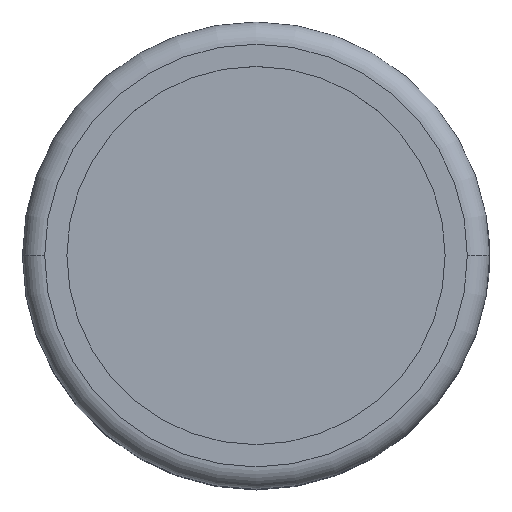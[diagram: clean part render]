
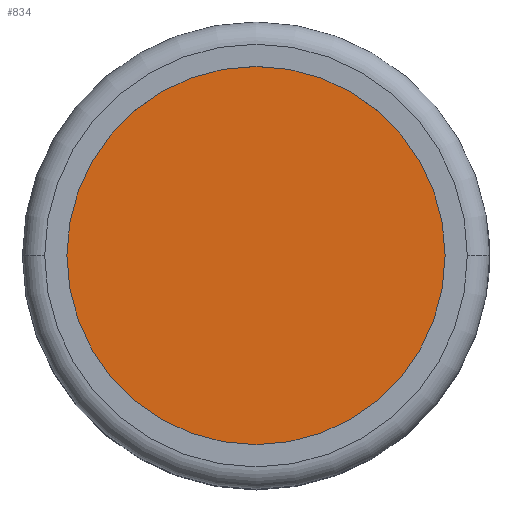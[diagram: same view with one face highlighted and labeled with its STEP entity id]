
A CAD part, top view. The second image highlights one B-rep face of the part: STEP entity #834.
In plain terms, the highlighted planar face has unit normal (0, 0, 1).
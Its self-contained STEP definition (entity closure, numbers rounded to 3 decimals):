
#754=CARTESIAN_POINT('',(4.25,0.0,11.4));
#755=VERTEX_POINT('',#754);
#764=CARTESIAN_POINT('',(-4.25,0.,11.4));
#765=VERTEX_POINT('',#764);
#766=CARTESIAN_POINT('',(0.0,0.0,11.4));
#767=DIRECTION('',(0.0,0.0,1.0));
#768=DIRECTION('',(1.0,0.0,0.0));
#769=AXIS2_PLACEMENT_3D('',#766,#767,#768);
#770=CIRCLE('',#769,4.25);
#771=EDGE_CURVE('',#765,#755,#770,.T.);
#805=CARTESIAN_POINT('',(0.0,0.0,11.4));
#806=DIRECTION('',(0.0,0.0,1.0));
#807=DIRECTION('',(1.0,0.0,0.0));
#808=AXIS2_PLACEMENT_3D('',#805,#806,#807);
#809=CIRCLE('',#808,4.25);
#810=EDGE_CURVE('',#755,#765,#809,.T.);
#825=CARTESIAN_POINT('',(0.0,0.0,11.4));
#826=DIRECTION('',(0.0,0.0,1.0));
#827=DIRECTION('',(1.0,0.0,0.0));
#828=AXIS2_PLACEMENT_3D('',#825,#826,#827);
#829=PLANE('',#828);
#830=ORIENTED_EDGE('',*,*,#810,.T.);
#831=ORIENTED_EDGE('',*,*,#771,.T.);
#832=EDGE_LOOP('',(#830,#831));
#833=FACE_OUTER_BOUND('',#832,.T.);
#834=ADVANCED_FACE('',(#833),#829,.T.);
